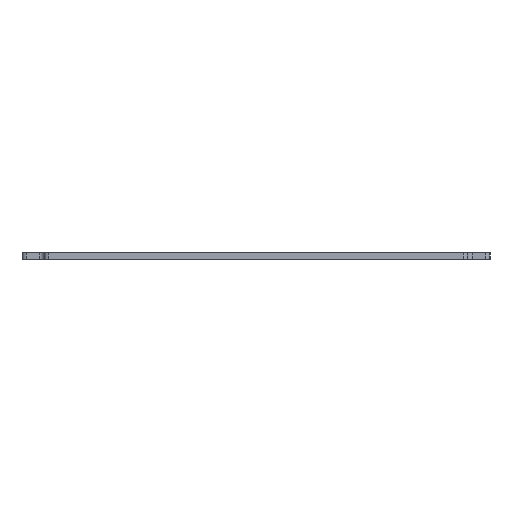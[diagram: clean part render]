
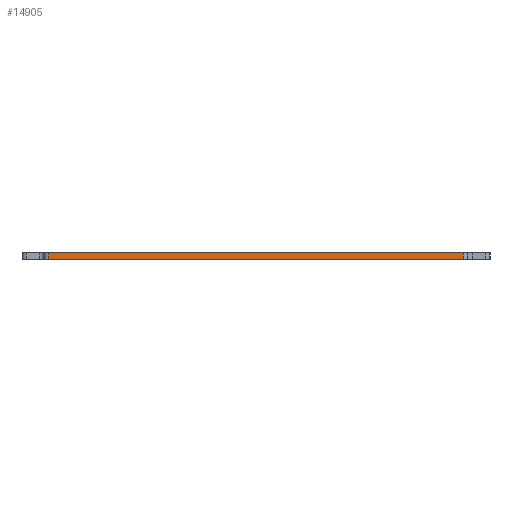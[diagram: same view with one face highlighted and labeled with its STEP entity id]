
A CAD part, left-side view. The second image highlights one B-rep face of the part: STEP entity #14905.
In plain terms, the highlighted planar face has unit normal (-1, 0, 0).
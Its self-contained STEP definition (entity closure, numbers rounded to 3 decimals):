
#645=FACE_OUTER_BOUND('',#1569,.T.);
#1569=EDGE_LOOP('',(#11723,#11724,#11725,#11726));
#2277=LINE('',#21807,#3801);
#2717=LINE('',#23468,#4241);
#3082=LINE('',#24891,#4606);
#3105=LINE('',#24933,#4629);
#3801=VECTOR('',#17210,10.);
#4241=VECTOR('',#18534,10.);
#4606=VECTOR('',#19605,10.);
#4629=VECTOR('',#19666,10.);
#6054=VERTEX_POINT('',#21689);
#6112=VERTEX_POINT('',#21805);
#6879=VERTEX_POINT('',#23464);
#6881=VERTEX_POINT('',#23467);
#7636=EDGE_CURVE('',#6112,#6054,#2277,.T.);
#8461=EDGE_CURVE('',#6879,#6881,#2717,.T.);
#9172=EDGE_CURVE('',#6054,#6879,#3082,.T.);
#9195=EDGE_CURVE('',#6881,#6112,#3105,.T.);
#11723=ORIENTED_EDGE('',*,*,#9172,.F.);
#11724=ORIENTED_EDGE('',*,*,#7636,.F.);
#11725=ORIENTED_EDGE('',*,*,#9195,.F.);
#11726=ORIENTED_EDGE('',*,*,#8461,.F.);
#14473=PLANE('',#16441);
#14905=ADVANCED_FACE('',(#645),#14473,.T.);
#16441=AXIS2_PLACEMENT_3D('',#24935,#19668,#19669);
#17210=DIRECTION('',(0.,-1.,0.));
#18534=DIRECTION('',(0.,1.,0.));
#19605=DIRECTION('',(0.,0.,-1.));
#19666=DIRECTION('',(0.,0.,1.));
#19668=DIRECTION('center_axis',(-1.,0.,0.));
#19669=DIRECTION('ref_axis',(0.,-1.,0.));
#21689=CARTESIAN_POINT('',(6.475,7.481,-0.644));
#21805=CARTESIAN_POINT('',(6.475,100.731,-0.644));
#21807=CARTESIAN_POINT('',(6.475,101.731,-0.644));
#23464=CARTESIAN_POINT('',(6.475,7.481,-2.144));
#23467=CARTESIAN_POINT('',(6.475,100.731,-2.144));
#23468=CARTESIAN_POINT('',(6.475,1.481,-2.144));
#24891=CARTESIAN_POINT('',(6.475,7.481,-1.394));
#24933=CARTESIAN_POINT('',(6.475,100.731,-1.394));
#24935=CARTESIAN_POINT('Origin',(6.475,101.731,-2.144));
